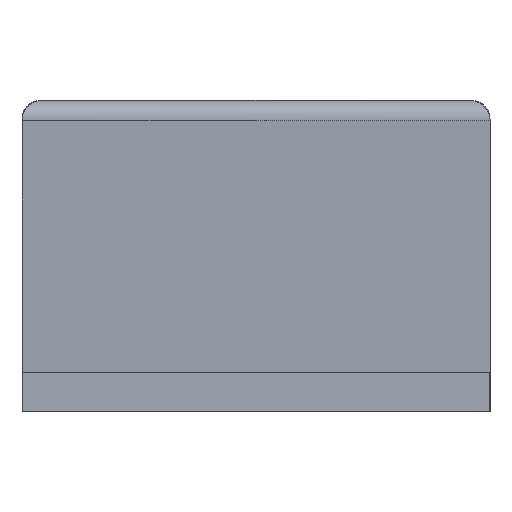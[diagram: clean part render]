
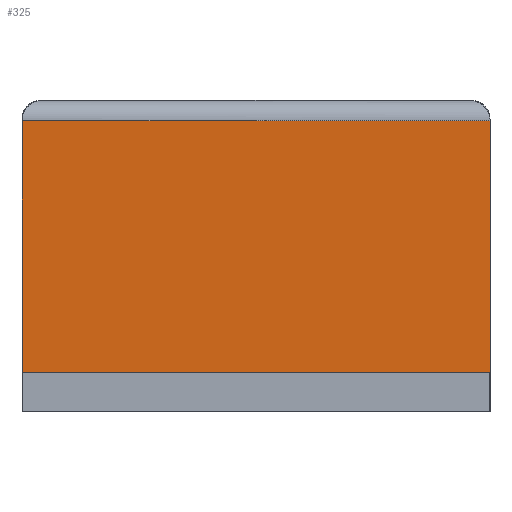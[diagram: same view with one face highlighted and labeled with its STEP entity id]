
A CAD part, left-side view. The second image highlights one B-rep face of the part: STEP entity #325.
In plain terms, the highlighted planar face has unit normal (-0.999, 0, -0.043).
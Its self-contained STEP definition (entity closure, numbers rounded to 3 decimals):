
#25=PLANE('',#365);
#43=FACE_OUTER_BOUND('',#61,.T.);
#61=EDGE_LOOP('',(#295,#296,#297,#298));
#65=LINE('',#473,#101);
#70=LINE('',#483,#106);
#92=LINE('',#533,#128);
#96=LINE('',#540,#132);
#101=VECTOR('',#385,10.);
#106=VECTOR('',#394,10.);
#128=VECTOR('',#434,10.);
#132=VECTOR('',#444,10.);
#145=VERTEX_POINT('',#462);
#147=VERTEX_POINT('',#467);
#151=VERTEX_POINT('',#482);
#170=VERTEX_POINT('',#531);
#177=EDGE_CURVE('',#145,#147,#65,.T.);
#182=EDGE_CURVE('',#147,#151,#70,.T.);
#208=EDGE_CURVE('',#145,#170,#92,.T.);
#212=EDGE_CURVE('',#170,#151,#96,.T.);
#295=ORIENTED_EDGE('',*,*,#177,.F.);
#296=ORIENTED_EDGE('',*,*,#208,.T.);
#297=ORIENTED_EDGE('',*,*,#212,.T.);
#298=ORIENTED_EDGE('',*,*,#182,.F.);
#325=ADVANCED_FACE('',(#43),#25,.T.);
#365=AXIS2_PLACEMENT_3D('',#546,#453,#454);
#385=DIRECTION('',(0.,-1.,0.));
#394=DIRECTION('',(0.043,0.,-0.999));
#434=DIRECTION('',(0.043,0.,-0.999));
#444=DIRECTION('',(0.,-1.,0.));
#453=DIRECTION('center_axis',(-0.999,0.,-0.043));
#454=DIRECTION('ref_axis',(-0.043,0.,0.999));
#462=CARTESIAN_POINT('',(-6.388,60.,32.288));
#467=CARTESIAN_POINT('',(-6.388,0.,32.288));
#473=CARTESIAN_POINT('',(-6.388,30.,32.288));
#482=CARTESIAN_POINT('',(-5.005,0.,0.));
#483=CARTESIAN_POINT('',(-4.995,0.,-0.214));
#531=CARTESIAN_POINT('',(-5.005,60.,0.));
#533=CARTESIAN_POINT('',(-4.995,60.,-0.214));
#540=CARTESIAN_POINT('',(-5.005,30.,0.));
#546=CARTESIAN_POINT('Origin',(-4.995,60.,-0.214));
